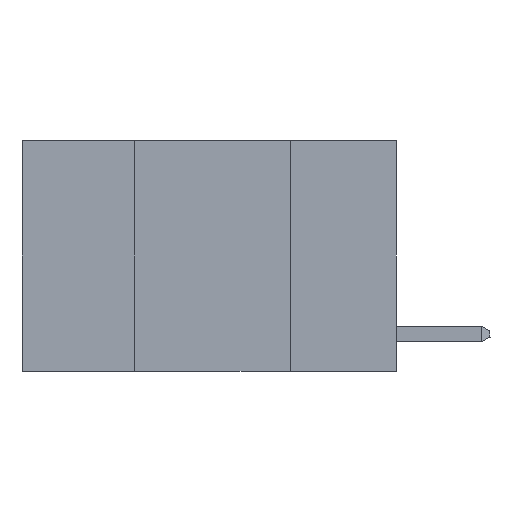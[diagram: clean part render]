
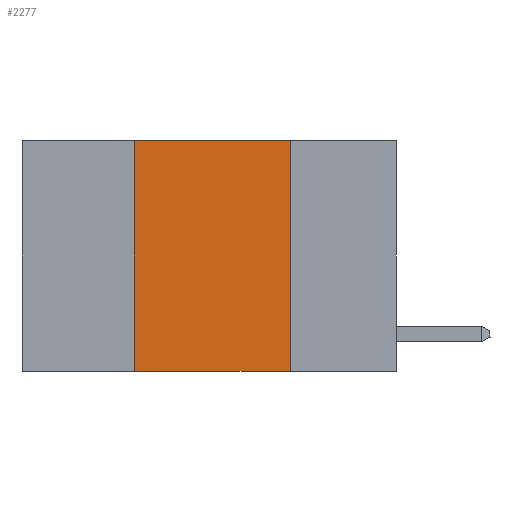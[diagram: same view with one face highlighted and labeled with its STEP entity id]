
A CAD part, left-side view. The second image highlights one B-rep face of the part: STEP entity #2277.
In plain terms, the highlighted planar face has unit normal (-1, 0, 0).
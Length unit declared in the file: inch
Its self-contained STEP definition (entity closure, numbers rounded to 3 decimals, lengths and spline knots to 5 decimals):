
#566 = CARTESIAN_POINT ( 'NONE',  ( 0., 0.6, 0. ) ) ;
#1055 = CARTESIAN_POINT ( 'NONE',  ( 0., 0.42, 0. ) ) ;
#1479 = EDGE_CURVE ( 'NONE', #2872, #19901, #9221, .T. ) ;
#2277 = ADVANCED_FACE ( 'NONE', ( #4778 ), #3282, .F. ) ;
#2872 = VERTEX_POINT ( 'NONE', #17404 ) ;
#2874 = LINE ( 'NONE', #11690, #14700 ) ;
#3040 = VECTOR ( 'NONE', #3873, 39.37008 ) ;
#3282 = PLANE ( 'NONE',  #13334 ) ;
#3503 = ORIENTED_EDGE ( 'NONE', *, *, #17291, .F. ) ;
#3873 = DIRECTION ( 'NONE',  ( 0., -1., 0. ) ) ;
#4778 = FACE_OUTER_BOUND ( 'NONE', #16358, .T. ) ;
#5894 = EDGE_CURVE ( 'NONE', #9947, #6919, #16086, .T. ) ;
#6756 = CARTESIAN_POINT ( 'NONE',  ( 0., 0.42, -0.37 ) ) ;
#6919 = VERTEX_POINT ( 'NONE', #1055 ) ;
#8192 = DIRECTION ( 'NONE',  ( 0., 0., -1. ) ) ;
#8374 = EDGE_CURVE ( 'NONE', #9947, #19901, #2874, .T. ) ;
#9110 = CARTESIAN_POINT ( 'NONE',  ( 0., 0.17, 0. ) ) ;
#9221 = LINE ( 'NONE', #9110, #16382 ) ;
#9947 = VERTEX_POINT ( 'NONE', #6756 ) ;
#10033 = DIRECTION ( 'NONE',  ( 1., 0., 0. ) ) ;
#11690 = CARTESIAN_POINT ( 'NONE',  ( 0., 0.6, -0.37 ) ) ;
#12757 = CARTESIAN_POINT ( 'NONE',  ( 0., 0.42, 0. ) ) ;
#12776 = VECTOR ( 'NONE', #13108, 39.37008 ) ;
#13108 = DIRECTION ( 'NONE',  ( 0., 0., 1. ) ) ;
#13334 = AXIS2_PLACEMENT_3D ( 'NONE', #13572, #10033, #8192 ) ;
#13572 = CARTESIAN_POINT ( 'NONE',  ( 0., 0.6, 0. ) ) ;
#14700 = VECTOR ( 'NONE', #21948, 39.37008 ) ;
#16086 = LINE ( 'NONE', #12757, #12776 ) ;
#16197 = DIRECTION ( 'NONE',  ( 0., 0., -1. ) ) ;
#16358 = EDGE_LOOP ( 'NONE', ( #17921, #3503, #18087, #21453 ) ) ;
#16382 = VECTOR ( 'NONE', #16197, 39.37008 ) ;
#17291 = EDGE_CURVE ( 'NONE', #6919, #2872, #17800, .T. ) ;
#17404 = CARTESIAN_POINT ( 'NONE',  ( 0., 0.17, 0. ) ) ;
#17800 = LINE ( 'NONE', #566, #3040 ) ;
#17921 = ORIENTED_EDGE ( 'NONE', *, *, #1479, .F. ) ;
#18087 = ORIENTED_EDGE ( 'NONE', *, *, #5894, .F. ) ;
#18232 = CARTESIAN_POINT ( 'NONE',  ( 0., 0.17, -0.37 ) ) ;
#19901 = VERTEX_POINT ( 'NONE', #18232 ) ;
#21453 = ORIENTED_EDGE ( 'NONE', *, *, #8374, .T. ) ;
#21948 = DIRECTION ( 'NONE',  ( 0., -1., 0. ) ) ;
